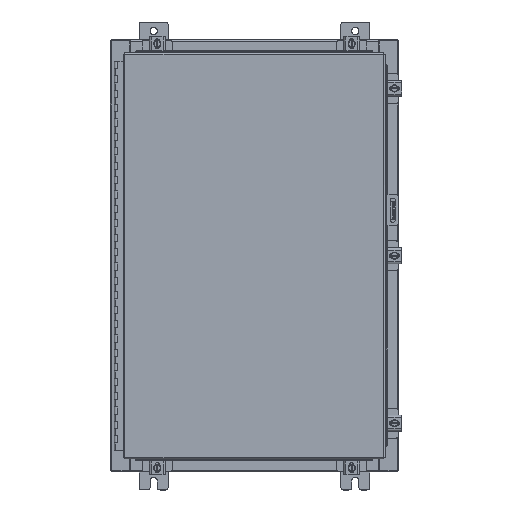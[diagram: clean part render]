
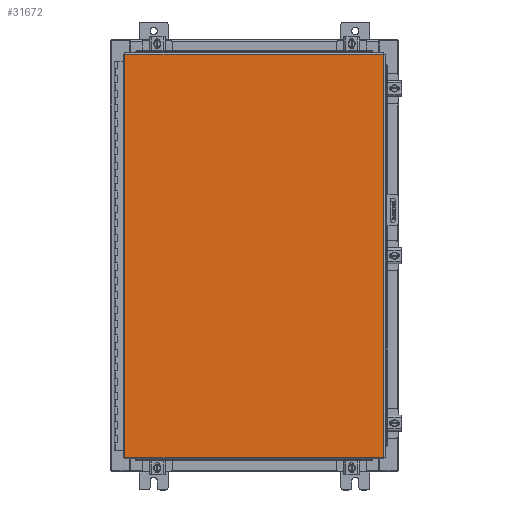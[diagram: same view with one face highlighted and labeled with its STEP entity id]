
A CAD part, top view. The second image highlights one B-rep face of the part: STEP entity #31672.
In plain terms, the highlighted planar face has unit normal (0, 0, 1).
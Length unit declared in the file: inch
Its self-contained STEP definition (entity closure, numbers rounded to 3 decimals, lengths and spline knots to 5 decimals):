
#1136 = EDGE_CURVE ( 'NONE', #7676, #25028, #3419, .T. ) ;
#1755 = CARTESIAN_POINT ( 'NONE',  ( 8.9903, 14.0063, 0. ) ) ;
#1894 = EDGE_LOOP ( 'NONE', ( #24991, #32406, #30191, #6474 ) ) ;
#3132 = DIRECTION ( 'NONE',  ( -1., 0., 0. ) ) ;
#3419 = LINE ( 'NONE', #29313, #25844 ) ;
#5173 = EDGE_CURVE ( 'NONE', #25028, #15391, #31425, .T. ) ;
#6015 = PLANE ( 'NONE',  #22265 ) ;
#6474 = ORIENTED_EDGE ( 'NONE', *, *, #5173, .T. ) ;
#7676 = VERTEX_POINT ( 'NONE', #1755 ) ;
#11584 = CARTESIAN_POINT ( 'NONE',  ( -8.9903, 14.0063, 0. ) ) ;
#11907 = DIRECTION ( 'NONE',  ( 0., 0., -1. ) ) ;
#13403 = LINE ( 'NONE', #21497, #28004 ) ;
#15391 = VERTEX_POINT ( 'NONE', #18192 ) ;
#15731 = CARTESIAN_POINT ( 'NONE',  ( -8.9903, 14.0063, 0. ) ) ;
#15766 = DIRECTION ( 'NONE',  ( 1., 0., 0. ) ) ;
#17274 = VECTOR ( 'NONE', #15766, 39.37008 ) ;
#18192 = CARTESIAN_POINT ( 'NONE',  ( -8.9903, -14.0063, 0. ) ) ;
#18554 = DIRECTION ( 'NONE',  ( 0., 1., 0. ) ) ;
#21497 = CARTESIAN_POINT ( 'NONE',  ( 8.9903, -14.0063, 0. ) ) ;
#22265 = AXIS2_PLACEMENT_3D ( 'NONE', #29372, #11907, #32326 ) ;
#23417 = EDGE_CURVE ( 'NONE', #33692, #7676, #13403, .T. ) ;
#23676 = VECTOR ( 'NONE', #29060, 39.37008 ) ;
#24427 = CARTESIAN_POINT ( 'NONE',  ( -8.9903, -14.0063, 0. ) ) ;
#24991 = ORIENTED_EDGE ( 'NONE', *, *, #36201, .T. ) ;
#25028 = VERTEX_POINT ( 'NONE', #15731 ) ;
#25844 = VECTOR ( 'NONE', #3132, 39.37008 ) ;
#27186 = CARTESIAN_POINT ( 'NONE',  ( 8.9903, -14.0063, 0. ) ) ;
#27560 = FACE_OUTER_BOUND ( 'NONE', #1894, .T. ) ;
#28004 = VECTOR ( 'NONE', #18554, 39.37008 ) ;
#29060 = DIRECTION ( 'NONE',  ( 0., -1., 0. ) ) ;
#29313 = CARTESIAN_POINT ( 'NONE',  ( 8.9903, 14.0063, 0. ) ) ;
#29372 = CARTESIAN_POINT ( 'NONE',  ( 0., 0., 0. ) ) ;
#30191 = ORIENTED_EDGE ( 'NONE', *, *, #1136, .T. ) ;
#31425 = LINE ( 'NONE', #11584, #23676 ) ;
#31672 = ADVANCED_FACE ( 'NONE', ( #27560 ), #6015, .F. ) ;
#32326 = DIRECTION ( 'NONE',  ( -1., 0., 0. ) ) ;
#32406 = ORIENTED_EDGE ( 'NONE', *, *, #23417, .T. ) ;
#32778 = LINE ( 'NONE', #24427, #17274 ) ;
#33692 = VERTEX_POINT ( 'NONE', #27186 ) ;
#36201 = EDGE_CURVE ( 'NONE', #15391, #33692, #32778, .T. ) ;
